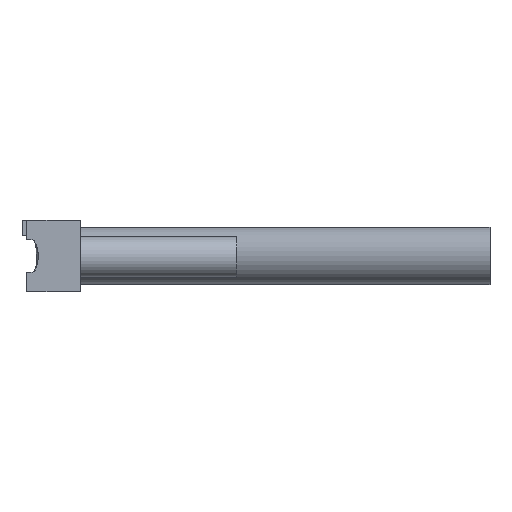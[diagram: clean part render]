
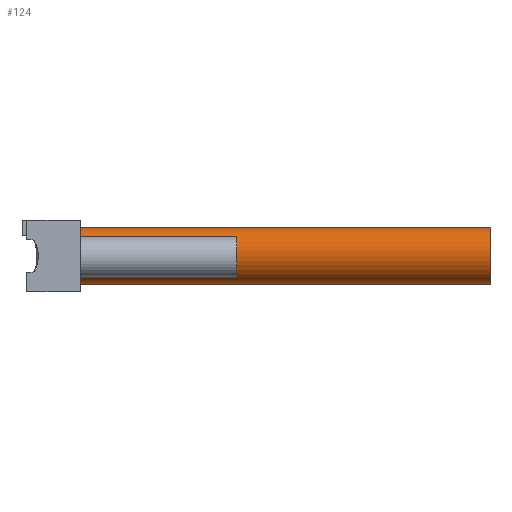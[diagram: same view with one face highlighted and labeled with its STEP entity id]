
A CAD part, front view. The second image highlights one B-rep face of the part: STEP entity #124.
In plain terms, the highlighted free-form (B-spline) face has degree [3, 1] with [4, 2] control points.
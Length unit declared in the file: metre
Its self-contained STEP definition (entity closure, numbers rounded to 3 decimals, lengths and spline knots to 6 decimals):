
#124 = ADVANCED_FACE( '', ( #259 ), #260, .T. );
#259 = FACE_OUTER_BOUND( '', #468, .T. );
#260 = ( BOUNDED_SURFACE(  )B_SPLINE_SURFACE( 3, 1, ( ( #471, #472 ), ( #473, #474 ), ( #475, #476 ), ( #477, #478 ) ), .UNSPECIFIED., .F., .F., .F. )B_SPLINE_SURFACE_WITH_KNOTS( ( 4, 4 ), ( 2, 2 ), ( 0., 1. ), ( 0., 1. ), .UNSPECIFIED. )GEOMETRIC_REPRESENTATION_ITEM(  )RATIONAL_B_SPLINE_SURFACE( ( ( 1., 1. ), ( 0.387, 0.387 ), ( 0.387, 0.387 ), ( 1., 1. ) ) )REPRESENTATION_ITEM( '' )SURFACE(  ) );
#468 = EDGE_LOOP( '', ( #900, #901, #902, #903 ) );
#471 = CARTESIAN_POINT( '', ( 0.07, 0.15, -0.029538 ) );
#472 = CARTESIAN_POINT( '', ( 0.184201, 0.130263, -0.029538 ) );
#473 = CARTESIAN_POINT( '', ( 0.07, 0.136355, -0.030648 ) );
#474 = CARTESIAN_POINT( '', ( 0.184201, 0.116618, -0.030648 ) );
#475 = CARTESIAN_POINT( '', ( 0.07, 0.136355, -0.044339 ) );
#476 = CARTESIAN_POINT( '', ( 0.184201, 0.116618, -0.044339 ) );
#477 = CARTESIAN_POINT( '', ( 0.07, 0.15, -0.045449 ) );
#478 = CARTESIAN_POINT( '', ( 0.184201, 0.130263, -0.045449 ) );
#900 = ORIENTED_EDGE( '', *, *, #1181, .T. );
#901 = ORIENTED_EDGE( '', *, *, #1139, .F. );
#902 = ORIENTED_EDGE( '', *, *, #1135, .F. );
#903 = ORIENTED_EDGE( '', *, *, #1182, .T. );
#1135 = EDGE_CURVE( '', #1354, #1355, #1356, .T. );
#1139 = EDGE_CURVE( '', #1355, #1360, #1361, .T. );
#1181 = EDGE_CURVE( '', #1390, #1360, #1416, .T. );
#1182 = EDGE_CURVE( '', #1354, #1390, #1417, .T. );
#1354 = VERTEX_POINT( '', #1810 );
#1355 = VERTEX_POINT( '', #1811 );
#1356 = LINE( '', #1812, #1813 );
#1360 = VERTEX_POINT( '', #1819 );
#1361 = CIRCLE( '', #1820, 0.007982 );
#1390 = VERTEX_POINT( '', #1865 );
#1416 = LINE( '', #1915, #1916 );
#1417 = CIRCLE( '', #1917, 0.007982 );
#1810 = CARTESIAN_POINT( '', ( 0.07, 0.15, -0.029538 ) );
#1811 = CARTESIAN_POINT( '', ( 0.184201, 0.130263, -0.029538 ) );
#1812 = CARTESIAN_POINT( '', ( 0.07, 0.15, -0.029538 ) );
#1813 = VECTOR( '', #2072, 1. );
#1819 = CARTESIAN_POINT( '', ( 0.184201, 0.130263, -0.045449 ) );
#1820 = AXIS2_PLACEMENT_3D( '', #2075, #2076, #2077 );
#1865 = CARTESIAN_POINT( '', ( 0.07, 0.15, -0.045449 ) );
#1915 = CARTESIAN_POINT( '', ( 0.07, 0.15, -0.045449 ) );
#1916 = VECTOR( '', #2108, 1. );
#1917 = AXIS2_PLACEMENT_3D( '', #2109, #2110, #2111 );
#2072 = DIRECTION( '', ( 0.985, -0.17, 0. ) );
#2075 = CARTESIAN_POINT( '', ( 0.184201, 0.130911, -0.037494 ) );
#2076 = DIRECTION( '', ( 1., 0., 0. ) );
#2077 = DIRECTION( '', ( 0., 0., -1. ) );
#2108 = DIRECTION( '', ( 0.985, -0.17, 0. ) );
#2109 = CARTESIAN_POINT( '', ( 0.07, 0.150647, -0.037494 ) );
#2110 = DIRECTION( '', ( 1., 0., 0. ) );
#2111 = DIRECTION( '', ( 0., 0., -1. ) );
